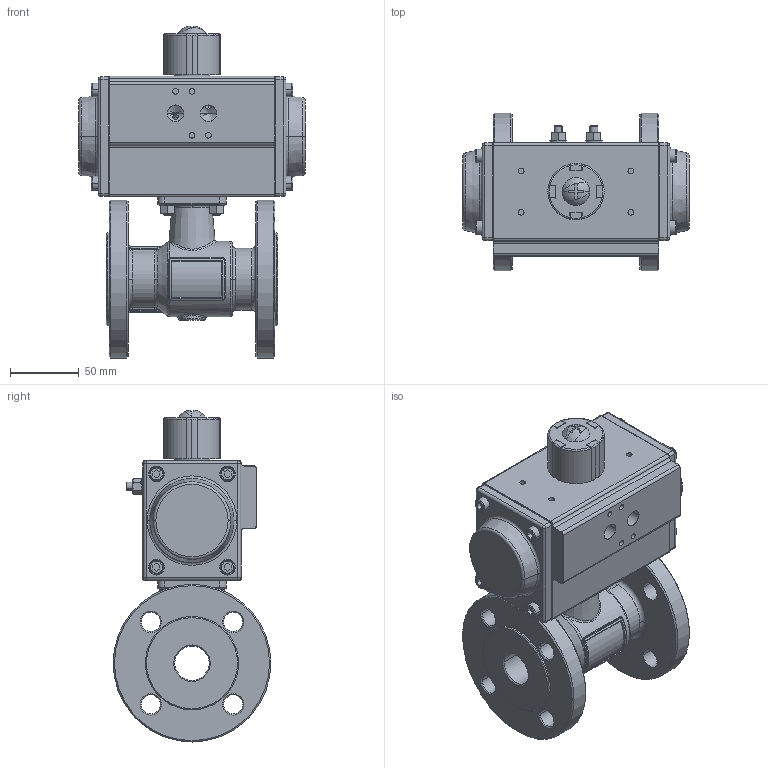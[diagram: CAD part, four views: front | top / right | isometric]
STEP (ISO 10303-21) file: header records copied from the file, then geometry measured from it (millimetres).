
FILE_DESCRIPTION(('HOOPS Exchange Step'),'2;1');
FILE_NAME('PK0401_DN25.stp','2025-04-09T11:01:04+02:00',('nieru'),('Unknown organisation'),'HOOPS Exchange 2024.2','HOOPS Exchange','Unknown authorisation');
FILE_SCHEMA( ('AP203_CONFIGURATION_CONTROLLED_3D_DESIGN_OF_MECHANICAL_PARTS_AND_ASSEMBLIES_MIM_LF') );
Length unit declared in the file: millimetre
Products named in the file (4): 0; root
Assembly tree (3 placements, depth 3):
  root
    0
      0
      0
Bounding box: 165 x 115 x 242.15 mm (x, y, z)
Volume: 1089909.5 mm3; surface area: 228586.4 mm2
Topology: 34 solids, 34 shells, 2024 faces, 4797 edges, 2793 vertices
Faces by surface type: cylinder 534, plane 521, bspline 432, torus 204, cone 160, extrusion 125, sphere 48
Full cylindrical faces by diameter (mm): 5 x1
Entity records: 87799 total; most frequent: CARTESIAN_POINT 45264, ORIENTED_EDGE 9352, DIRECTION 7873, EDGE_CURVE 4676, AXIS2_PLACEMENT_3D 3005, VERTEX_POINT 2794, EDGE_LOOP 2178, FACE_BOUND 2178
